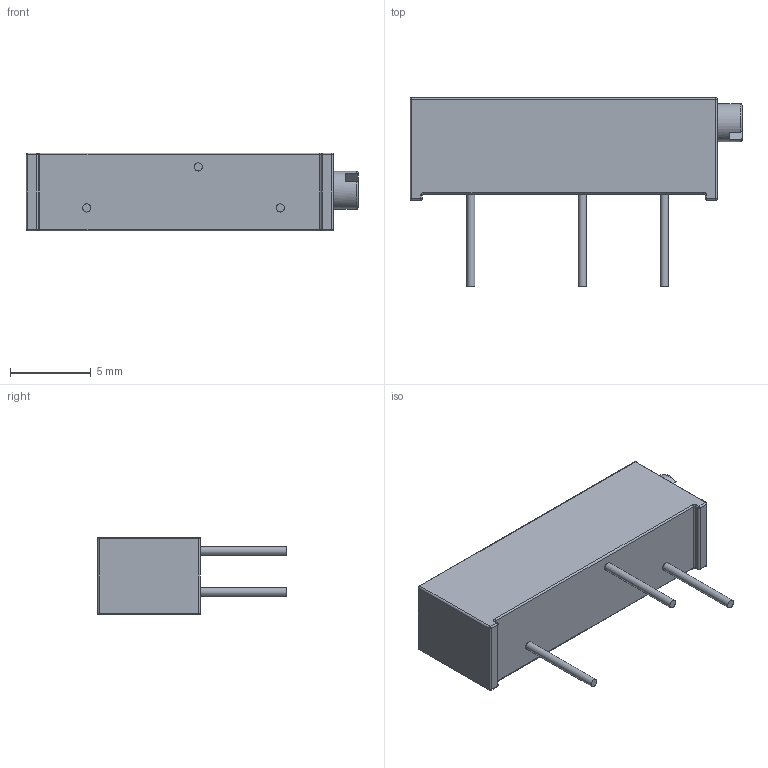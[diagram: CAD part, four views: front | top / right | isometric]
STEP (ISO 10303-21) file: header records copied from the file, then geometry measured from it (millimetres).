
FILE_DESCRIPTION(/* description */ (''),/* implementation_level */ '2;1');
FILE_NAME(/* name */ '3P_TrimPot.stp',/* time_stamp */ '2016-09-05T14:10:00+08:00',/* author */ ('Antech-Enviro5'),/* organization */ (''),/* preprocessor_version */ 'ST-DEVELOPER v16.1',/* originating_system */ 'Autodesk Inventor 2016',/* authorisation */ '');
FILE_SCHEMA (('AUTOMOTIVE_DESIGN { 1 0 10303 214 3 1 1 }'));
Length unit declared in the file: millimetre
Products named in the file (1): 3P_TrimPot
Bounding box: 20.57 x 11.68 x 4.83 mm (x, y, z)
Volume: 560.5 mm3; surface area: 518.3 mm2
Topology: 1 solids, 1 shells, 256 faces, 661 edges, 426 vertices
Faces by surface type: plane 134, bspline 76, cylinder 28, sphere 12, torus 6
Full cylindrical faces by diameter (mm): 0.51 x3, 2.36 x1
Entity records: 8392 total; most frequent: CARTESIAN_POINT 2590, ORIENTED_EDGE 1312, DIRECTION 927, EDGE_CURVE 656, LINE 435, VECTOR 435, VERTEX_POINT 425, EDGE_LOOP 279
